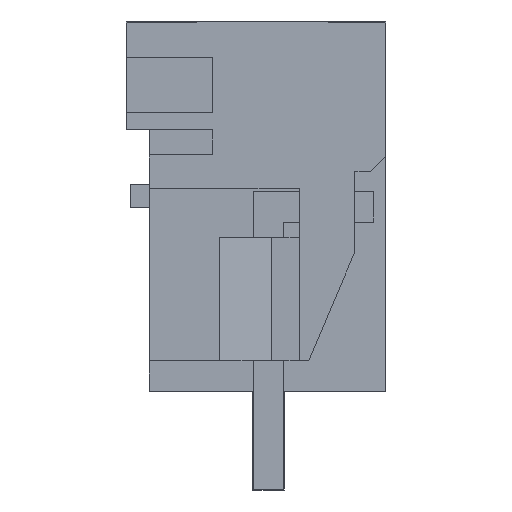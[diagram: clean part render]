
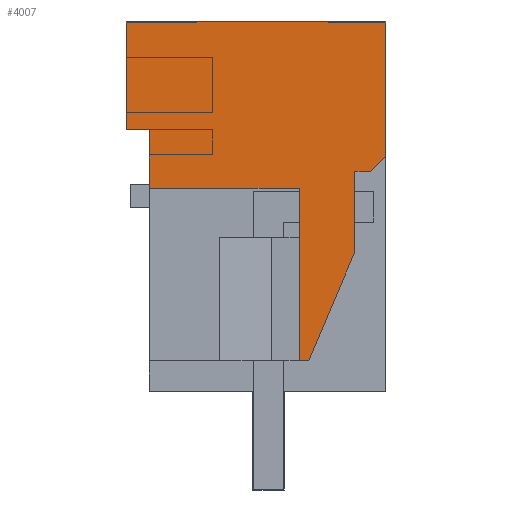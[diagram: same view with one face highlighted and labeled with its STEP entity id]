
A CAD part, left-side view. The second image highlights one B-rep face of the part: STEP entity #4007.
In plain terms, the highlighted planar face has unit normal (-1, 0, 0).
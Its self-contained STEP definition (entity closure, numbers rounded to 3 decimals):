
#3932=AXIS2_PLACEMENT_3D('Plane Axis2P3D',#3929,#3930,#3931) ;
#2041=CARTESIAN_POINT('Vertex',(0.,0.,15.2)) ;
#2044=CARTESIAN_POINT('Line Origine',(0.,0.,13.023)) ;
#2048=CARTESIAN_POINT('Vertex',(0.,0.,10.846)) ;
#2898=CARTESIAN_POINT('Vertex',(0.,7.68,9.8)) ;
#2901=CARTESIAN_POINT('Line Origine',(0.,7.68,10.75)) ;
#2905=CARTESIAN_POINT('Vertex',(0.,7.68,11.7)) ;
#3910=CARTESIAN_POINT('Line Origine',(0.,0.25,10.596)) ;
#3914=CARTESIAN_POINT('Vertex',(0.,0.5,10.346)) ;
#3929=CARTESIAN_POINT('Axis2P3D Location',(0.,-1.5,3.2)) ;
#3934=CARTESIAN_POINT('Line Origine',(0.,4.215,15.2)) ;
#3938=CARTESIAN_POINT('Vertex',(0.,8.43,15.2)) ;
#3941=CARTESIAN_POINT('Line Origine',(0.,8.43,13.45)) ;
#3945=CARTESIAN_POINT('Vertex',(0.,8.43,11.7)) ;
#3948=CARTESIAN_POINT('Line Origine',(0.,8.055,11.7)) ;
#3953=CARTESIAN_POINT('Line Origine',(0.,5.245,9.8)) ;
#3957=CARTESIAN_POINT('Vertex',(0.,2.81,9.8)) ;
#3960=CARTESIAN_POINT('Line Origine',(0.,2.81,7.)) ;
#3964=CARTESIAN_POINT('Vertex',(0.,2.81,4.2)) ;
#3967=CARTESIAN_POINT('Line Origine',(0.,2.655,4.2)) ;
#3971=CARTESIAN_POINT('Vertex',(0.,2.501,4.2)) ;
#3974=CARTESIAN_POINT('Line Origine',(0.,1.752,5.968)) ;
#3978=CARTESIAN_POINT('Vertex',(0.,1.003,7.735)) ;
#3981=CARTESIAN_POINT('Line Origine',(0.,1.003,9.041)) ;
#3985=CARTESIAN_POINT('Vertex',(0.,1.003,10.346)) ;
#3988=CARTESIAN_POINT('Line Origine',(0.,0.751,10.346)) ;
#2045=DIRECTION('Vector Direction',(0.,0.,1.)) ;
#2902=DIRECTION('Vector Direction',(0.,0.,-1.)) ;
#3911=DIRECTION('Vector Direction',(0.,-0.707,0.707)) ;
#3930=DIRECTION('Axis2P3D Direction',(-1.,0.,0.)) ;
#3931=DIRECTION('Axis2P3D XDirection',(0.,0.,1.)) ;
#3935=DIRECTION('Vector Direction',(0.,1.,0.)) ;
#3942=DIRECTION('Vector Direction',(0.,0.,-1.)) ;
#3949=DIRECTION('Vector Direction',(0.,-1.,0.)) ;
#3954=DIRECTION('Vector Direction',(0.,-1.,0.)) ;
#3961=DIRECTION('Vector Direction',(0.,0.,-1.)) ;
#3968=DIRECTION('Vector Direction',(0.,1.,0.)) ;
#3975=DIRECTION('Vector Direction',(0.,0.39,-0.921)) ;
#3982=DIRECTION('Vector Direction',(0.,0.,-1.)) ;
#3989=DIRECTION('Vector Direction',(0.,-1.,0.)) ;
#2046=VECTOR('Line Direction',#2045,1.) ;
#2903=VECTOR('Line Direction',#2902,1.) ;
#3912=VECTOR('Line Direction',#3911,1.) ;
#3936=VECTOR('Line Direction',#3935,1.) ;
#3943=VECTOR('Line Direction',#3942,1.) ;
#3950=VECTOR('Line Direction',#3949,1.) ;
#3955=VECTOR('Line Direction',#3954,1.) ;
#3962=VECTOR('Line Direction',#3961,1.) ;
#3969=VECTOR('Line Direction',#3968,1.) ;
#3976=VECTOR('Line Direction',#3975,1.) ;
#3983=VECTOR('Line Direction',#3982,1.) ;
#3990=VECTOR('Line Direction',#3989,1.) ;
#3994=ORIENTED_EDGE('',*,*,#2050,.T.) ;
#3995=ORIENTED_EDGE('',*,*,#3940,.T.) ;
#3996=ORIENTED_EDGE('',*,*,#3947,.T.) ;
#3997=ORIENTED_EDGE('',*,*,#3952,.T.) ;
#3998=ORIENTED_EDGE('',*,*,#2907,.T.) ;
#3999=ORIENTED_EDGE('',*,*,#3959,.T.) ;
#4000=ORIENTED_EDGE('',*,*,#3966,.T.) ;
#4001=ORIENTED_EDGE('',*,*,#3973,.F.) ;
#4002=ORIENTED_EDGE('',*,*,#3980,.F.) ;
#4003=ORIENTED_EDGE('',*,*,#3987,.F.) ;
#4004=ORIENTED_EDGE('',*,*,#3992,.F.) ;
#4005=ORIENTED_EDGE('',*,*,#3916,.F.) ;
#4007=ADVANCED_FACE('HOUSING',(#4006),#3933,.T.) ;
#2050=EDGE_CURVE('',#2049,#2042,#2047,.T.) ;
#2907=EDGE_CURVE('',#2906,#2899,#2904,.T.) ;
#3916=EDGE_CURVE('',#2049,#3915,#3913,.F.) ;
#3940=EDGE_CURVE('',#2042,#3939,#3937,.T.) ;
#3947=EDGE_CURVE('',#3939,#3946,#3944,.T.) ;
#3952=EDGE_CURVE('',#3946,#2906,#3951,.T.) ;
#3959=EDGE_CURVE('',#2899,#3958,#3956,.T.) ;
#3966=EDGE_CURVE('',#3958,#3965,#3963,.T.) ;
#3973=EDGE_CURVE('',#3972,#3965,#3970,.T.) ;
#3980=EDGE_CURVE('',#3979,#3972,#3977,.T.) ;
#3987=EDGE_CURVE('',#3986,#3979,#3984,.T.) ;
#3992=EDGE_CURVE('',#3915,#3986,#3991,.F.) ;
#3993=EDGE_LOOP('',(#3994,#3995,#3996,#3997,#3998,#3999,#4000,#4001,#4002,#4003,#4004,#4005)) ;
#4006=FACE_OUTER_BOUND('',#3993,.T.) ;
#2047=LINE('Line',#2044,#2046) ;
#2904=LINE('Line',#2901,#2903) ;
#3913=LINE('Line',#3910,#3912) ;
#3937=LINE('Line',#3934,#3936) ;
#3944=LINE('Line',#3941,#3943) ;
#3951=LINE('Line',#3948,#3950) ;
#3956=LINE('Line',#3953,#3955) ;
#3963=LINE('Line',#3960,#3962) ;
#3970=LINE('Line',#3967,#3969) ;
#3977=LINE('Line',#3974,#3976) ;
#3984=LINE('Line',#3981,#3983) ;
#3991=LINE('Line',#3988,#3990) ;
#3933=PLANE('',#3932) ;
#2042=VERTEX_POINT('',#2041) ;
#2049=VERTEX_POINT('',#2048) ;
#2899=VERTEX_POINT('',#2898) ;
#2906=VERTEX_POINT('',#2905) ;
#3915=VERTEX_POINT('',#3914) ;
#3939=VERTEX_POINT('',#3938) ;
#3946=VERTEX_POINT('',#3945) ;
#3958=VERTEX_POINT('',#3957) ;
#3965=VERTEX_POINT('',#3964) ;
#3972=VERTEX_POINT('',#3971) ;
#3979=VERTEX_POINT('',#3978) ;
#3986=VERTEX_POINT('',#3985) ;
